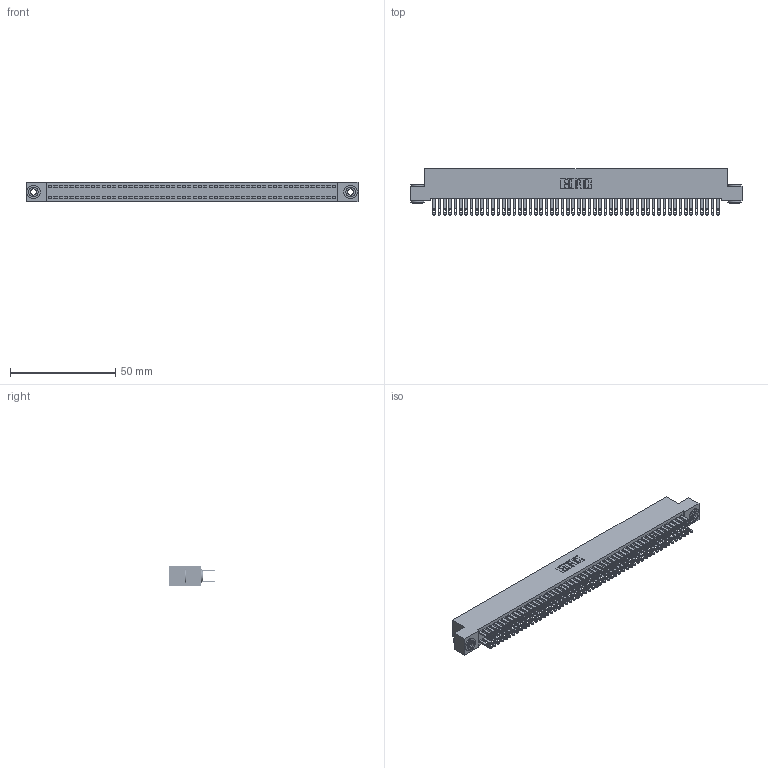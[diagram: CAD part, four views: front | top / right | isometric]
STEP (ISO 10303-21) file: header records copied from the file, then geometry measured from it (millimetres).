
FILE_DESCRIPTION (( 'STEP AP203' ), '1' );
FILE_NAME ('342-108-500-203.STEP', '2018-08-14T07:27:48', ( '' ), ( '' ), 'SwSTEP 2.0', 'SolidWorks 2016', '' );
FILE_SCHEMA (( 'CONFIG_CONTROL_DESIGN' ));
Length unit declared in the file: inch
Products named in the file (4): 342-108-500-203; 342 Part_.156 TH; 345-292-001_345-293-100; 342-250-002_345-250-002-102
Assembly tree (111 placements, depth 2):
  342-108-500-203
    342 Part_.156 TH
    345-292-001_345-293-100  x108
    342-250-002_345-250-002-102  x2
Bounding box: 157.48 x 21.85 x 9.4 mm (x, y, z)
Volume: 14559.2 mm3; surface area: 25242.5 mm2
Topology: 111 solids, 111 shells, 5332 faces, 16251 edges, 10830 vertices
Faces by surface type: plane 3316, cylinder 2008, cone 8
Entity records: 33636 total; most frequent: CARTESIAN_POINT 5533, ORIENTED_EDGE 5462, DIRECTION 4741, EDGE_CURVE 2731, VECTOR 2575, LINE 2575, VERTEX_POINT 1818, AXIS2_PLACEMENT_3D 1083
